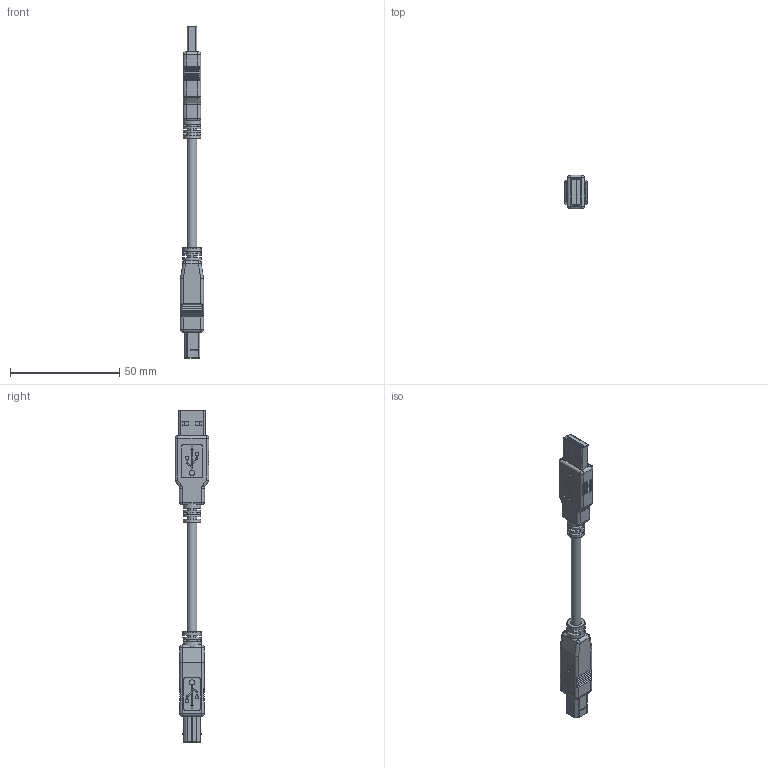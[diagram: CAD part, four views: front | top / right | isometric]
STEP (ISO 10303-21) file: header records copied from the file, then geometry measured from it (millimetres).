
FILE_DESCRIPTION (( 'STEP AP214' ), '1' );
FILE_NAME ('1144-Z1P-A.STEP', '2013-05-15T14:55:19', ( '3DAssist' ), ( '' ), 'SwSTEP 2.0', 'SolidWorks 2013', '' );
FILE_SCHEMA (( 'AUTOMOTIVE_DESIGN' ));
Length unit declared in the file: millimetre
Products named in the file (1): 1144-Z1P-A
Bounding box: 10.61 x 15.46 x 151.77 mm (x, y, z)
Volume: 9264.4 mm3; surface area: 6765.9 mm2
Topology: 3 solids, 3 shells, 503 faces, 1361 edges, 868 vertices
Faces by surface type: plane 321, cylinder 136, bspline 36, cone 10
Full cylindrical faces by diameter (mm): 4.5 x1, 5 x2, 8 x1, 8.258 x1
Entity records: 16803 total; most frequent: CARTESIAN_POINT 4010, ORIENTED_EDGE 2660, DIRECTION 2430, EDGE_CURVE 1330, LINE 874, VECTOR 874, VERTEX_POINT 856, AXIS2_PLACEMENT_3D 778
